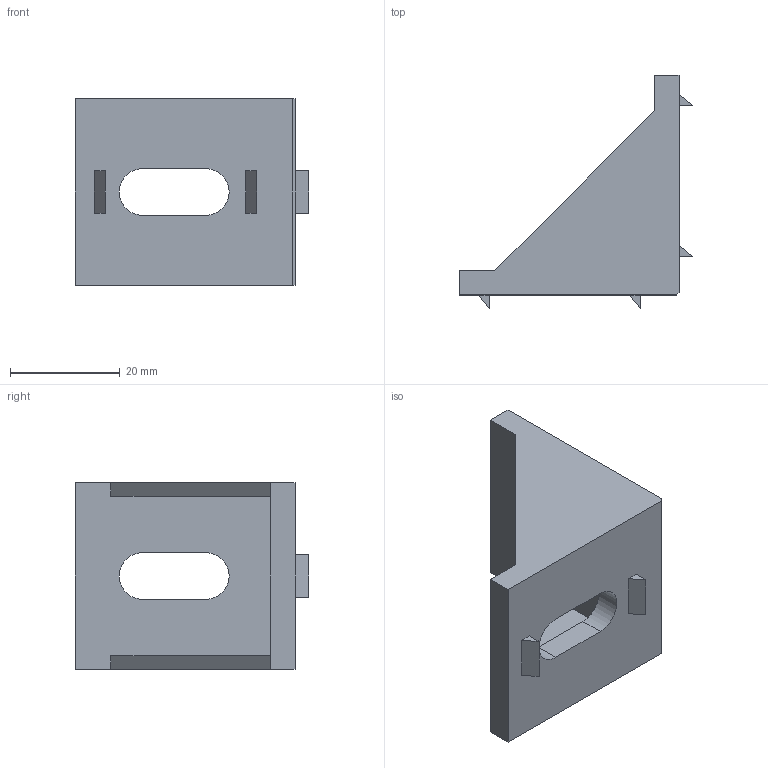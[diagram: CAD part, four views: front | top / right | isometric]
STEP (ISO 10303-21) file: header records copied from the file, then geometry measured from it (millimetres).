
FILE_DESCRIPTION(('STEP AP214'), '1');
FILE_NAME('Óãîëê 40õ40', '', ('UNSPECIFIED'), ('UNSPECIFIED'), 'ASCON STEP Converter 1.6', 'ASCON Math Kernel', '');
FILE_SCHEMA(('AUTOMOTIVE_DESIGN { 1 0 10303 214 3 1 1}'));
Length unit declared in the file: millimetre
Bounding box: 42.5 x 42.5 x 34 mm (x, y, z)
Volume: 12337.3 mm3; surface area: 7671.2 mm2
Topology: 1 solids, 1 shells, 37 faces, 93 edges, 62 vertices
Faces by surface type: plane 33, cylinder 4
Entity records: 1443 total; most frequent: CARTESIAN_POINT 193, ORIENTED_EDGE 186, DIRECTION 177, EDGE_CURVE 93, LINE 85, VECTOR 85, VERTEX_POINT 62, AXIS2_PLACEMENT_3D 46
